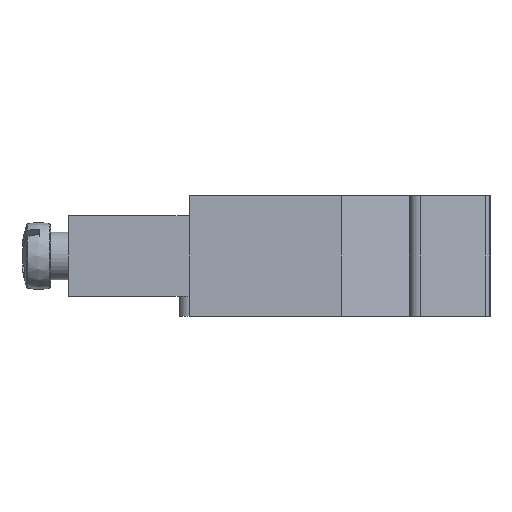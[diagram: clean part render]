
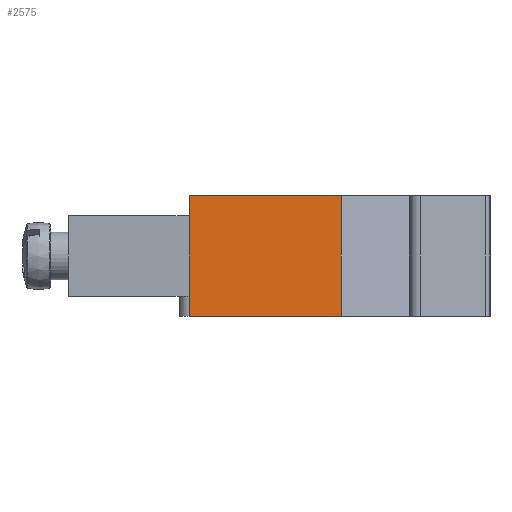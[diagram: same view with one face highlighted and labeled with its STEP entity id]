
A CAD part, left-side view. The second image highlights one B-rep face of the part: STEP entity #2575.
In plain terms, the highlighted face is planar.
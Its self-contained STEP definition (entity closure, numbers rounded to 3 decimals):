
#131=LINE('',#4198,#323);
#203=LINE('',#4421,#395);
#225=LINE('',#4471,#417);
#226=LINE('',#4473,#418);
#227=LINE('',#4474,#419);
#323=VECTOR('',#3228,15.149);
#395=VECTOR('',#3430,15.149);
#417=VECTOR('',#3480,12.);
#418=VECTOR('',#3481,10.);
#419=VECTOR('',#3482,2.);
#496=PLANE('',#2833);
#813=FACE_OUTER_BOUND('',#1000,.T.);
#1000=EDGE_LOOP('',(#2146,#2147,#2148,#2149,#2150));
#1190=VERTEX_POINT('',#4195);
#1191=VERTEX_POINT('',#4197);
#1253=VERTEX_POINT('',#4371);
#1277=VERTEX_POINT('',#4419);
#1292=VERTEX_POINT('',#4472);
#1461=EDGE_CURVE('',#1191,#1190,#131,.T.);
#1571=EDGE_CURVE('',#1277,#1253,#203,.T.);
#1599=EDGE_CURVE('',#1277,#1191,#225,.T.);
#1600=EDGE_CURVE('',#1190,#1292,#226,.T.);
#1601=EDGE_CURVE('',#1292,#1253,#227,.T.);
#2146=ORIENTED_EDGE('',*,*,#1599,.T.);
#2147=ORIENTED_EDGE('',*,*,#1461,.T.);
#2148=ORIENTED_EDGE('',*,*,#1600,.T.);
#2149=ORIENTED_EDGE('',*,*,#1601,.T.);
#2150=ORIENTED_EDGE('',*,*,#1571,.F.);
#2575=ADVANCED_FACE('',(#813),#496,.T.);
#2833=AXIS2_PLACEMENT_3D('',#4470,#3478,#3479);
#3228=DIRECTION('',(0.,1.,0.));
#3430=DIRECTION('',(0.,1.,0.));
#3478=DIRECTION('center_axis',(1.,0.,0.));
#3479=DIRECTION('ref_axis',(0.,1.,0.));
#3480=DIRECTION('',(0.,0.,-1.));
#3481=DIRECTION('',(0.,0.,1.));
#3482=DIRECTION('',(0.,0.,1.));
#4195=CARTESIAN_POINT('',(44.,0.,-12.));
#4197=CARTESIAN_POINT('',(44.,-15.149,-12.));
#4198=CARTESIAN_POINT('',(44.,0.,-12.));
#4371=CARTESIAN_POINT('',(44.,0.,0.));
#4419=CARTESIAN_POINT('',(44.,-15.149,0.));
#4421=CARTESIAN_POINT('',(44.,-22.964,0.));
#4470=CARTESIAN_POINT('Origin',(44.,0.,-12.));
#4471=CARTESIAN_POINT('',(44.,-15.149,-12.));
#4472=CARTESIAN_POINT('',(44.,0.,-2.));
#4473=CARTESIAN_POINT('',(44.,0.,-12.));
#4474=CARTESIAN_POINT('',(44.,0.,-12.));
